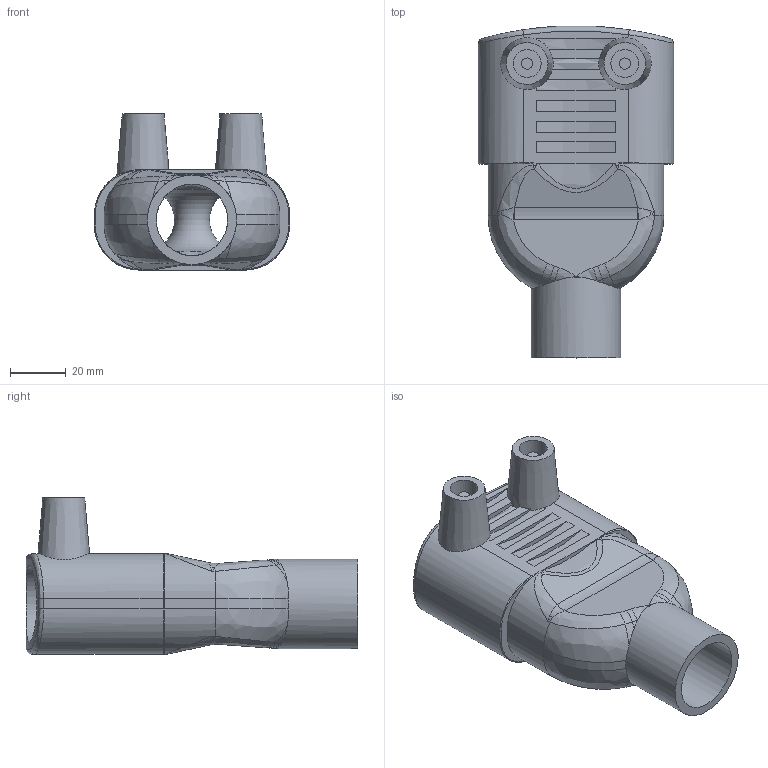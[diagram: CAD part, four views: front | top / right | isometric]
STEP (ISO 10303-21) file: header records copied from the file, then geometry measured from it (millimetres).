
FILE_DESCRIPTION(/* description */ ('PLASSON REDUCING Y 32X25X25'),/* implementation_level */ '2;1');
FILE_NAME(/* name */ '491904032025.ipt.stp',/* time_stamp */ '2017-11-06T09:14:30+02:00',/* author */ ('KIM'),/* organization */ (''),/* preprocessor_version */ 'ST-DEVELOPER v15.6',/* originating_system */ 'Autodesk Inventor 2015',/* authorisation */ '');
FILE_SCHEMA (('AUTOMOTIVE_DESIGN { 1 0 10303 214 3 1 1 }'));
Length unit declared in the file: millimetre
Products named in the file (1): 491904032025
Bounding box: 70 x 118.94 x 56 mm (x, y, z)
Volume: 120237.9 mm3; surface area: 38368.5 mm2
Topology: 1 solids, 1 shells, 174 faces, 415 edges, 254 vertices
Faces by surface type: bspline 60, plane 52, cylinder 49, torus 11, cone 2
Full cylindrical faces by diameter (mm): 4 x2, 10 x2, 25 x2, 25.6 x1, 27.5 x2, 32 x1
Entity records: 6347 total; most frequent: CARTESIAN_POINT 2739, ORIENTED_EDGE 780, DIRECTION 650, EDGE_CURVE 390, AXIS2_PLACEMENT_3D 276, VERTEX_POINT 248, EDGE_LOOP 208, FACE_OUTER_BOUND 174
